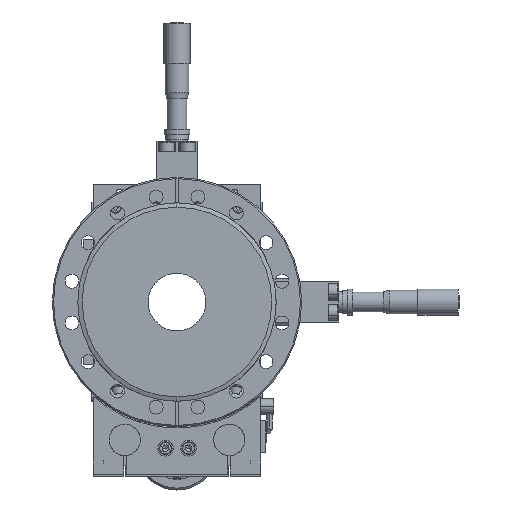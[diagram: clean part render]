
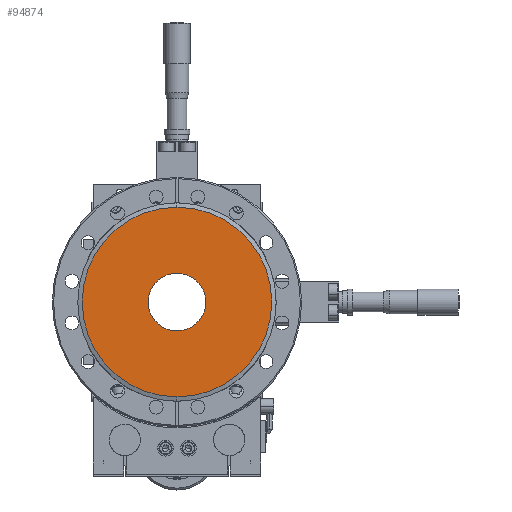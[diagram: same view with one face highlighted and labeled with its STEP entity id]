
A CAD part, front view. The second image highlights one B-rep face of the part: STEP entity #94874.
In plain terms, the highlighted planar face has unit normal (0, -1, 0).
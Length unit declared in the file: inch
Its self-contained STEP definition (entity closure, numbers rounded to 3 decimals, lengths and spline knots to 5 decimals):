
#1189 = AXIS2_PLACEMENT_3D ( 'NONE', #66276, #66288, #66290 ) ;
#1258 = AXIS2_PLACEMENT_3D ( 'NONE', #65049, #65052, #65051 ) ;
#1300 = AXIS2_PLACEMENT_3D ( 'NONE', #65605, #65602, #65600 ) ;
#1341 = AXIS2_PLACEMENT_3D ( 'NONE', #66006, #65988, #65987 ) ;
#2273 = CARTESIAN_POINT ( 'NONE',  ( 0., 0.086, -2.27 ) ) ;
#2279 = CARTESIAN_POINT ( 'NONE',  ( 0., 0.086, 2.27 ) ) ;
#4053 = CARTESIAN_POINT ( 'NONE',  ( 0., 0.086, 0.69 ) ) ;
#4055 = CARTESIAN_POINT ( 'NONE',  ( 0., 0.086, -0.69 ) ) ;
#27563 = ORIENTED_EDGE ( 'NONE', *, *, #42640, .F. ) ;
#27564 = ORIENTED_EDGE ( 'NONE', *, *, #42543, .F. ) ;
#27565 = ORIENTED_EDGE ( 'NONE', *, *, #42362, .T. ) ;
#27566 = ORIENTED_EDGE ( 'NONE', *, *, #42714, .T. ) ;
#33266 = CIRCLE ( 'NONE', #1189, 2.27 ) ;
#33768 = CIRCLE ( 'NONE', #1258, 0.69 ) ;
#33979 = CIRCLE ( 'NONE', #1300, 0.69 ) ;
#34184 = CIRCLE ( 'NONE', #1341, 2.27 ) ;
#42362 = EDGE_CURVE ( 'NONE', #43960, #43956, #33266, .T. ) ;
#42543 = EDGE_CURVE ( 'NONE', #43607, #43606, #33768, .T. ) ;
#42640 = EDGE_CURVE ( 'NONE', #43606, #43607, #33979, .T. ) ;
#42714 = EDGE_CURVE ( 'NONE', #43956, #43960, #34184, .T. ) ;
#43606 = VERTEX_POINT ( 'NONE', #4055 ) ;
#43607 = VERTEX_POINT ( 'NONE', #4053 ) ;
#43956 = VERTEX_POINT ( 'NONE', #2279 ) ;
#43960 = VERTEX_POINT ( 'NONE', #2273 ) ;
#45160 = FACE_BOUND ( 'NONE', #77976, .T. ) ;
#45169 = FACE_OUTER_BOUND ( 'NONE', #77930, .T. ) ;
#60458 = CARTESIAN_POINT ( 'NONE',  ( 0., 0.086, 2.27 ) ) ;
#60460 = PLANE ( 'NONE',  #72229 ) ;
#60477 = DIRECTION ( 'NONE',  ( 0., 1., 0. ) ) ;
#60478 = DIRECTION ( 'NONE',  ( 0., 0., 1. ) ) ;
#65049 = CARTESIAN_POINT ( 'NONE',  ( 0., 0.086, 0. ) ) ;
#65051 = DIRECTION ( 'NONE',  ( 0., 0., -1. ) ) ;
#65052 = DIRECTION ( 'NONE',  ( 0., -1., 0. ) ) ;
#65600 = DIRECTION ( 'NONE',  ( 0., 0., -1. ) ) ;
#65602 = DIRECTION ( 'NONE',  ( 0., -1., 0. ) ) ;
#65605 = CARTESIAN_POINT ( 'NONE',  ( 0., 0.086, 0. ) ) ;
#65987 = DIRECTION ( 'NONE',  ( 0., 0., -1. ) ) ;
#65988 = DIRECTION ( 'NONE',  ( 0., -1., 0. ) ) ;
#66006 = CARTESIAN_POINT ( 'NONE',  ( 0., 0.086, 0. ) ) ;
#66276 = CARTESIAN_POINT ( 'NONE',  ( 0., 0.086, 0. ) ) ;
#66288 = DIRECTION ( 'NONE',  ( 0., -1., 0. ) ) ;
#66290 = DIRECTION ( 'NONE',  ( 0., 0., -1. ) ) ;
#72229 = AXIS2_PLACEMENT_3D ( 'NONE', #60458, #60477, #60478 ) ;
#77930 = EDGE_LOOP ( 'NONE', ( #27565, #27566 ) ) ;
#77976 = EDGE_LOOP ( 'NONE', ( #27563, #27564 ) ) ;
#94874 = ADVANCED_FACE ( 'NONE', ( #45160, #45169 ), #60460, .F. ) ;
